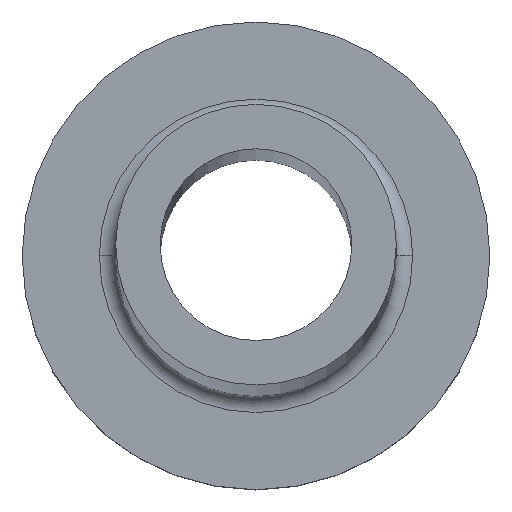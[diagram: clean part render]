
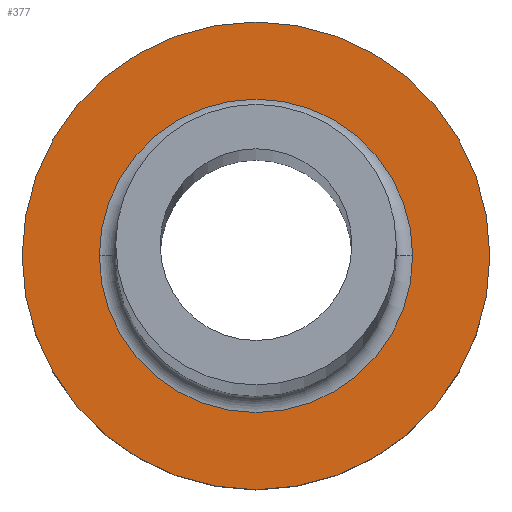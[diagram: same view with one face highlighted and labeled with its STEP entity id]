
A CAD part, top view. The second image highlights one B-rep face of the part: STEP entity #377.
In plain terms, the highlighted planar face has unit normal (0, 0, 1).
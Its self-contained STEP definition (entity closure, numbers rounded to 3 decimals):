
#5 = DIRECTION ( 'NONE',  ( 0., 0., -1. ) ) ;
#11 = EDGE_CURVE ( 'NONE', #205, #180, #378, .T. ) ;
#19 = AXIS2_PLACEMENT_3D ( 'NONE', #316, #108, #134 ) ;
#26 = DIRECTION ( 'NONE',  ( 1., 0., 0. ) ) ;
#32 = CIRCLE ( 'NONE', #237, 10. ) ;
#51 = CARTESIAN_POINT ( 'NONE',  ( 6.7, 0., 7. ) ) ;
#56 = EDGE_LOOP ( 'NONE', ( #323, #336 ) ) ;
#57 = DIRECTION ( 'NONE',  ( 1., 0., 0. ) ) ;
#67 = CARTESIAN_POINT ( 'NONE',  ( 0., 0., 7. ) ) ;
#68 = ORIENTED_EDGE ( 'NONE', *, *, #225, .T. ) ;
#98 = PLANE ( 'NONE',  #189 ) ;
#99 = EDGE_CURVE ( 'NONE', #166, #380, #32, .T. ) ;
#100 = FACE_OUTER_BOUND ( 'NONE', #56, .T. ) ;
#108 = DIRECTION ( 'NONE',  ( 0., 0., -1. ) ) ;
#111 = CARTESIAN_POINT ( 'NONE',  ( 0., 0., 7. ) ) ;
#114 = EDGE_CURVE ( 'NONE', #380, #166, #341, .T. ) ;
#134 = DIRECTION ( 'NONE',  ( 1., 0., 0. ) ) ;
#139 = CARTESIAN_POINT ( 'NONE',  ( -10., 0., 7. ) ) ;
#166 = VERTEX_POINT ( 'NONE', #139 ) ;
#169 = DIRECTION ( 'NONE',  ( 0., 0., 1. ) ) ;
#180 = VERTEX_POINT ( 'NONE', #265 ) ;
#189 = AXIS2_PLACEMENT_3D ( 'NONE', #67, #327, #238 ) ;
#205 = VERTEX_POINT ( 'NONE', #51 ) ;
#225 = EDGE_CURVE ( 'NONE', #180, #205, #311, .T. ) ;
#237 = AXIS2_PLACEMENT_3D ( 'NONE', #372, #343, #26 ) ;
#238 = DIRECTION ( 'NONE',  ( 1., 0., 0. ) ) ;
#248 = FACE_BOUND ( 'NONE', #370, .T. ) ;
#265 = CARTESIAN_POINT ( 'NONE',  ( -6.7, 0., 7. ) ) ;
#292 = DIRECTION ( 'NONE',  ( 1., 0., 0. ) ) ;
#298 = AXIS2_PLACEMENT_3D ( 'NONE', #320, #5, #57 ) ;
#304 = CARTESIAN_POINT ( 'NONE',  ( 10., 0., 7. ) ) ;
#311 = CIRCLE ( 'NONE', #298, 6.7 ) ;
#316 = CARTESIAN_POINT ( 'NONE',  ( 0., 0., 7. ) ) ;
#317 = AXIS2_PLACEMENT_3D ( 'NONE', #111, #169, #292 ) ;
#320 = CARTESIAN_POINT ( 'NONE',  ( 0., 0., 7. ) ) ;
#323 = ORIENTED_EDGE ( 'NONE', *, *, #99, .T. ) ;
#326 = ORIENTED_EDGE ( 'NONE', *, *, #11, .T. ) ;
#327 = DIRECTION ( 'NONE',  ( 0., 0., 1. ) ) ;
#336 = ORIENTED_EDGE ( 'NONE', *, *, #114, .T. ) ;
#341 = CIRCLE ( 'NONE', #317, 10. ) ;
#343 = DIRECTION ( 'NONE',  ( 0., 0., 1. ) ) ;
#370 = EDGE_LOOP ( 'NONE', ( #326, #68 ) ) ;
#372 = CARTESIAN_POINT ( 'NONE',  ( 0., 0., 7. ) ) ;
#377 = ADVANCED_FACE ( 'NONE', ( #248, #100 ), #98, .T. ) ;
#378 = CIRCLE ( 'NONE', #19, 6.7 ) ;
#380 = VERTEX_POINT ( 'NONE', #304 ) ;
